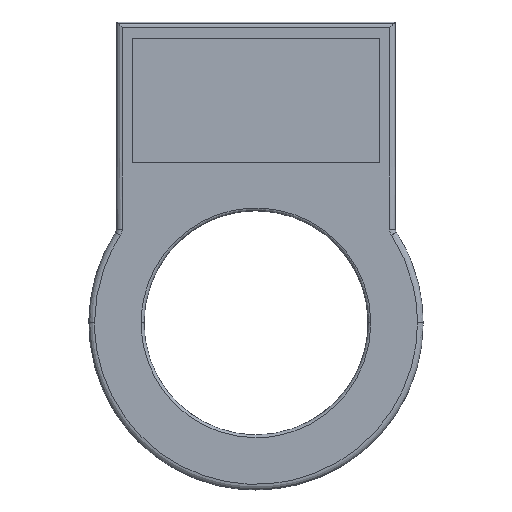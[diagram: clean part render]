
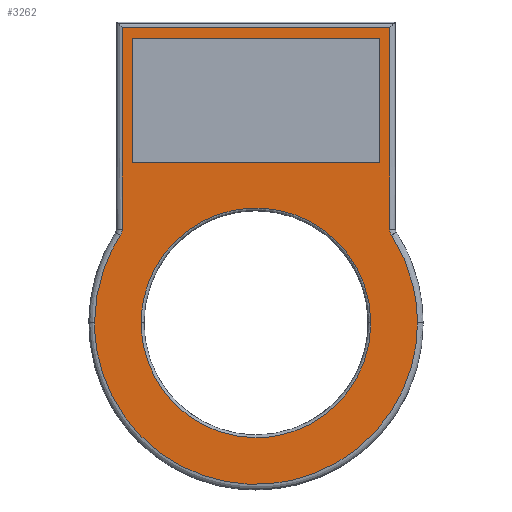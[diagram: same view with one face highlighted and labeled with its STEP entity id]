
A CAD part, top view. The second image highlights one B-rep face of the part: STEP entity #3262.
In plain terms, the highlighted free-form (B-spline) face has degree [1, 1] with [2, 2] control points.
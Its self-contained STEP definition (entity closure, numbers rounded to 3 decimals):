
#146=CARTESIAN_POINT('V149',(11.075,19.488,
   1.325));
#147=VERTEX_POINT('V149',#146);
#153=CARTESIAN_POINT('V148',(-11.075,19.488,
   1.325));
#154=VERTEX_POINT('V148',#153);
#155=CARTESIAN_POINT('E92',(-11.075,19.488,
   1.325));
#156=CARTESIAN_POINT('E92',(11.075,19.488,
   1.325));
#157=QUASI_UNIFORM_CURVE('E92',1,(#155,#156),.POLYLINE_FORM.,.F.,.U.
   );
#158=EDGE_CURVE('E92',#154,#147,#157,.T.);
#180=CARTESIAN_POINT('V150',(11.075,8.337,
   1.325));
#181=VERTEX_POINT('V150',#180);
#187=CARTESIAN_POINT('E93',(11.075,19.488,
   1.325));
#188=CARTESIAN_POINT('E93',(11.075,8.337,
   1.325));
#189=QUASI_UNIFORM_CURVE('E93',1,(#187,#188),.POLYLINE_FORM.,.F.,.U.
   );
#190=EDGE_CURVE('E93',#147,#181,#189,.T.);
#208=CARTESIAN_POINT('V147',(-11.075,8.337,
   1.325));
#209=VERTEX_POINT('V147',#208);
#215=CARTESIAN_POINT('E94',(11.075,8.337,
   1.325));
#216=CARTESIAN_POINT('E94',(-11.075,8.337,
   1.325));
#217=QUASI_UNIFORM_CURVE('E94',1,(#215,#216),.POLYLINE_FORM.,.F.,.U.
   );
#218=EDGE_CURVE('E94',#181,#209,#217,.T.);
#247=CARTESIAN_POINT('E91',(-11.075,8.337,
   1.325));
#248=CARTESIAN_POINT('E91',(-11.075,19.488,
   1.325));
#249=QUASI_UNIFORM_CURVE('E91',1,(#247,#248),.POLYLINE_FORM.,.F.,.U.
   );
#250=EDGE_CURVE('E91',#209,#154,#249,.T.);
#1994=CARTESIAN_POINT('V135',(-14.45,-5.988,
   1.325));
#1995=VERTEX_POINT('V135',#1994);
#2009=CARTESIAN_POINT('V137',(-12.135,1.857,
   1.325));
#2010=VERTEX_POINT('V137',#2009);
#2011=CARTESIAN_POINT('E62',(-14.45,-5.988,
   1.325));
#2012=CARTESIAN_POINT('E62',(-14.45,-1.724,
   1.325));
#2013=CARTESIAN_POINT('E62',(-12.135,1.857,
   1.325));
#2021=(BOUNDED_CURVE()B_SPLINE_CURVE(2,(#2011,#2012,#2013),
   .CIRCULAR_ARC.,.F.,.U.)CURVE()GEOMETRIC_REPRESENTATION_ITEM()
   QUASI_UNIFORM_CURVE()RATIONAL_B_SPLINE_CURVE((1.0,
   0.959,1.0))REPRESENTATION_ITEM('E62'));
#2022=EDGE_CURVE('E62',#1995,#2010,#2021,.T.);
#2144=CARTESIAN_POINT('V139',(14.45,-5.987,
   1.325));
#2145=VERTEX_POINT('V139',#2144);
#2176=CARTESIAN_POINT('V140',(12.135,1.857,
   1.325));
#2177=VERTEX_POINT('V140',#2176);
#2191=CARTESIAN_POINT('E67',(12.135,1.857,
   1.325));
#2192=CARTESIAN_POINT('E67',(14.45,-1.724,
   1.325));
#2193=CARTESIAN_POINT('E67',(14.45,-5.988,
   1.325));
#2201=(BOUNDED_CURVE()B_SPLINE_CURVE(2,(#2191,#2192,#2193),
   .CIRCULAR_ARC.,.F.,.U.)CURVE()GEOMETRIC_REPRESENTATION_ITEM()
   QUASI_UNIFORM_CURVE()RATIONAL_B_SPLINE_CURVE((1.0,
   0.959,1.0))REPRESENTATION_ITEM('E67'));
#2202=EDGE_CURVE('E67',#2177,#2145,#2201,.T.);
#2297=CARTESIAN_POINT('E74',(14.45,-5.988,
   1.325));
#2298=CARTESIAN_POINT('E74',(14.45,-20.438,
   1.325));
#2299=CARTESIAN_POINT('E74',(0.,-20.438,
   1.325));
#2300=CARTESIAN_POINT('E74',(-14.45,-20.438,
   1.325));
#2301=CARTESIAN_POINT('E74',(-14.45,-5.988,
   1.325));
#2309=(BOUNDED_CURVE()B_SPLINE_CURVE(2,(#2297,#2298,#2299,#2300,
   #2301),.CIRCULAR_ARC.,.F.,.U.)B_SPLINE_CURVE_WITH_KNOTS((3,2,3),
   (0.0,0.5,1.0),.UNSPECIFIED.)CURVE()
   GEOMETRIC_REPRESENTATION_ITEM()RATIONAL_B_SPLINE_CURVE((1.0,
   0.707,1.0,0.707,1.0))REPRESENTATION_ITEM(
   'E74'));
#2310=EDGE_CURVE('E74',#2145,#1995,#2309,.T.);
#2625=CARTESIAN_POINT('V130',(11.975,2.4,
   1.325));
#2626=VERTEX_POINT('V130',#2625);
#2640=CARTESIAN_POINT('E69',(11.975,2.4,
   1.325));
#2641=CARTESIAN_POINT('E69',(11.975,2.105,
   1.325));
#2642=CARTESIAN_POINT('E69',(12.135,1.857,
   1.325));
#2650=(BOUNDED_CURVE()B_SPLINE_CURVE(2,(#2640,#2641,#2642),
   .CIRCULAR_ARC.,.F.,.U.)CURVE()GEOMETRIC_REPRESENTATION_ITEM()
   QUASI_UNIFORM_CURVE()RATIONAL_B_SPLINE_CURVE((1.0,
   0.959,1.0))REPRESENTATION_ITEM('E69'));
#2651=EDGE_CURVE('E69',#2626,#2177,#2650,.T.);
#2691=CARTESIAN_POINT('V129',(11.975,20.438,
   1.325));
#2692=VERTEX_POINT('V129',#2691);
#2706=CARTESIAN_POINT('E53',(11.975,20.438,
   1.325));
#2707=CARTESIAN_POINT('E53',(11.975,2.4,
   1.325));
#2708=QUASI_UNIFORM_CURVE('E53',1,(#2706,#2707),.POLYLINE_FORM.,.F.,
   .U.);
#2709=EDGE_CURVE('E53',#2692,#2626,#2708,.T.);
#2838=CARTESIAN_POINT('V132',(-11.975,20.437,
   1.325));
#2839=VERTEX_POINT('V132',#2838);
#2853=CARTESIAN_POINT('E57',(-11.975,20.438,
   1.325));
#2854=CARTESIAN_POINT('E57',(11.975,20.438,
   1.325));
#2855=QUASI_UNIFORM_CURVE('E57',1,(#2853,#2854),.POLYLINE_FORM.,.F.,
   .U.);
#2856=EDGE_CURVE('E57',#2839,#2692,#2855,.T.);
#2895=CARTESIAN_POINT('V134',(-11.975,2.4,
   1.325));
#2896=VERTEX_POINT('V134',#2895);
#2910=CARTESIAN_POINT('E60',(-11.975,2.4,
   1.325));
#2911=CARTESIAN_POINT('E60',(-11.975,20.438,
   1.325));
#2912=QUASI_UNIFORM_CURVE('E60',1,(#2910,#2911),.POLYLINE_FORM.,.F.,
   .U.);
#2913=EDGE_CURVE('E60',#2896,#2839,#2912,.T.);
#3173=CARTESIAN_POINT('E72',(-12.135,1.857,
   1.325));
#3174=CARTESIAN_POINT('E72',(-11.975,2.105,
   1.325));
#3175=CARTESIAN_POINT('E72',(-11.975,2.4,
   1.325));
#3183=(BOUNDED_CURVE()B_SPLINE_CURVE(2,(#3173,#3174,#3175),
   .CIRCULAR_ARC.,.F.,.U.)CURVE()GEOMETRIC_REPRESENTATION_ITEM()
   QUASI_UNIFORM_CURVE()RATIONAL_B_SPLINE_CURVE((1.0,
   0.959,1.0))REPRESENTATION_ITEM('E72'));
#3184=EDGE_CURVE('E72',#2010,#2896,#3183,.T.);
#3192=CARTESIAN_POINT('F27',(-15.895,-22.481,
   1.325));
#3193=CARTESIAN_POINT('F27',(15.895,-22.481,
   1.325));
#3194=CARTESIAN_POINT('F27',(-15.895,22.481,
   1.325));
#3195=CARTESIAN_POINT('F27',(15.895,22.481,
   1.325));
#3196=B_SPLINE_SURFACE_WITH_KNOTS('F27',1,1,((#3192,#3194),(#3193,
   #3195)),.PLANE_SURF.,.F.,.F.,.U.,(2,2),(2,2),(0.0,1.0),(0.0,
   1.414),.UNSPECIFIED.);
#3197=ORIENTED_EDGE('E72',*,*,#3184,.F.);
#3198=ORIENTED_EDGE('E62',*,*,#2022,.F.);
#3199=ORIENTED_EDGE('E74',*,*,#2310,.F.);
#3200=ORIENTED_EDGE('F15',*,*,#2202,.F.);
#3201=ORIENTED_EDGE('E69',*,*,#2651,.F.);
#3202=ORIENTED_EDGE('E53',*,*,#2709,.F.);
#3203=ORIENTED_EDGE('E57',*,*,#2856,.F.);
#3204=ORIENTED_EDGE('E60',*,*,#2913,.F.);
#3205=EDGE_LOOP('F27',(#3197,#3198,#3199,#3200,#3201,#3202,#3203,
   #3204));
#3206=FACE_OUTER_BOUND('F27',#3205,.T.);
#3207=ORIENTED_EDGE('E91',*,*,#250,.T.);
#3208=ORIENTED_EDGE('E92',*,*,#158,.T.);
#3209=ORIENTED_EDGE('E93',*,*,#190,.T.);
#3210=ORIENTED_EDGE('E94',*,*,#218,.T.);
#3211=EDGE_LOOP('F27',(#3207,#3208,#3209,#3210));
#3212=FACE_BOUND('F27',#3211,.T.);
#3213=CARTESIAN_POINT('V87',(10.275,-5.988,
   1.325));
#3214=VERTEX_POINT('V87',#3213);
#3215=CARTESIAN_POINT('V146',(0.,-16.262,
   1.325));
#3216=VERTEX_POINT('V146',#3215);
#3217=CARTESIAN_POINT('E89',(10.275,-5.988,
   1.325));
#3218=CARTESIAN_POINT('E89',(10.275,-16.262,
   1.325));
#3219=CARTESIAN_POINT('E89',(0.,-16.262,
   1.325));
#3227=(BOUNDED_CURVE()B_SPLINE_CURVE(2,(#3217,#3218,#3219),
   .CIRCULAR_ARC.,.F.,.U.)CURVE()GEOMETRIC_REPRESENTATION_ITEM()
   QUASI_UNIFORM_CURVE()RATIONAL_B_SPLINE_CURVE((1.0,
   0.707,1.0))REPRESENTATION_ITEM('E89'));
#3228=EDGE_CURVE('E89',#3214,#3216,#3227,.T.);
#3229=ORIENTED_EDGE('E89',*,*,#3228,.T.);
#3230=CARTESIAN_POINT('V89',(-10.275,-5.988,
   1.325));
#3231=VERTEX_POINT('V89',#3230);
#3232=CARTESIAN_POINT('E90',(0.,-16.262,
   1.325));
#3233=CARTESIAN_POINT('E90',(-10.275,-16.262,
   1.325));
#3234=CARTESIAN_POINT('E90',(-10.275,-5.988,
   1.325));
#3242=(BOUNDED_CURVE()B_SPLINE_CURVE(2,(#3232,#3233,#3234),
   .CIRCULAR_ARC.,.F.,.U.)CURVE()GEOMETRIC_REPRESENTATION_ITEM()
   QUASI_UNIFORM_CURVE()RATIONAL_B_SPLINE_CURVE((1.0,
   0.707,1.0))REPRESENTATION_ITEM('E90'));
#3243=EDGE_CURVE('E90',#3216,#3231,#3242,.T.);
#3244=ORIENTED_EDGE('E90',*,*,#3243,.T.);
#3245=CARTESIAN_POINT('E9',(10.275,-5.988,
   1.325));
#3246=CARTESIAN_POINT('E9',(10.275,4.288,
   1.325));
#3247=CARTESIAN_POINT('E9',(0.,4.288,
   1.325));
#3248=CARTESIAN_POINT('E9',(-10.275,4.288,
   1.325));
#3249=CARTESIAN_POINT('E9',(-10.275,-5.988,
   1.325));
#3257=(BOUNDED_CURVE()B_SPLINE_CURVE(2,(#3245,#3246,#3247,#3248,
   #3249),.CIRCULAR_ARC.,.F.,.U.)B_SPLINE_CURVE_WITH_KNOTS((3,2,3),
   (0.0,0.5,1.0),.UNSPECIFIED.)CURVE()
   GEOMETRIC_REPRESENTATION_ITEM()RATIONAL_B_SPLINE_CURVE((1.0,
   0.707,1.0,0.707,1.0))REPRESENTATION_ITEM(
   'E9'));
#3258=EDGE_CURVE('E9',#3214,#3231,#3257,.T.);
#3259=ORIENTED_EDGE('E9',*,*,#3258,.F.);
#3260=EDGE_LOOP('F27',(#3229,#3244,#3259));
#3261=FACE_BOUND('F27',#3260,.T.);
#3262=ADVANCED_FACE('F27',(#3206,#3212,#3261),#3196,.T.);
